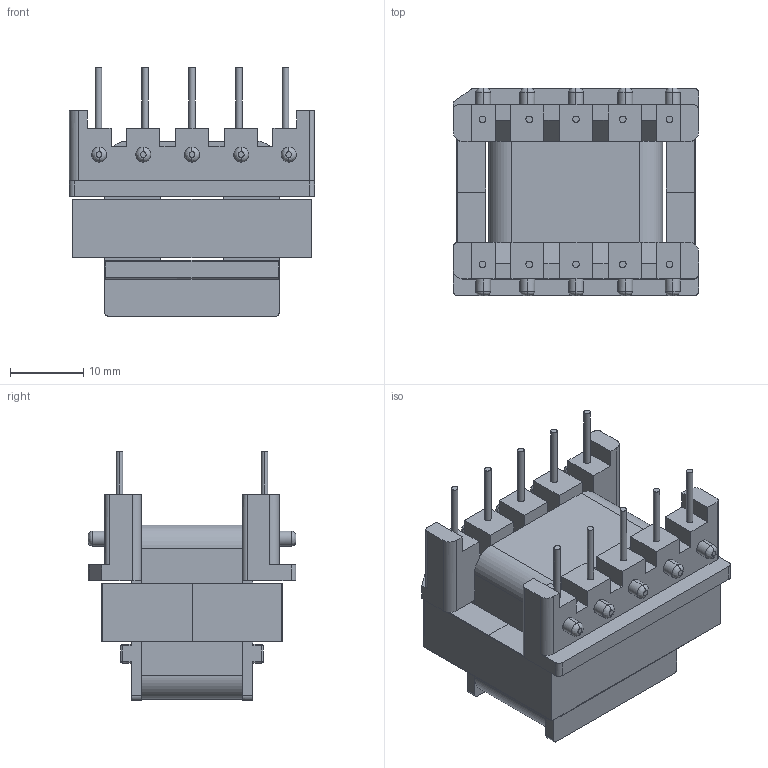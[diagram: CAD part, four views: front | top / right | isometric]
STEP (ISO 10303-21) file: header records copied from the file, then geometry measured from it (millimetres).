
FILE_DESCRIPTION(('FreeCAD Model'),'2;1');
FILE_NAME('Open CASCADE Shape Model','2025-04-29T10:36:31',('FreeCAD'),( 'FreeCAD'),'Open CASCADE STEP processor 7.6','FreeCAD','Unknown');
FILE_SCHEMA(('AUTOMOTIVE_DESIGN { 1 0 10303 214 1 1 1 1 }'));
Length unit declared in the file: millimetre
Products named in the file (1): Open CASCADE STEP translator 7.6 1
Bounding box: 33.53 x 28.41 x 34.04 mm (x, y, z)
Volume: 15355.1 mm3; surface area: 13128.8 mm2
Topology: 5 solids, 5 shells, 694 faces, 1879 edges, 1230 vertices
Faces by surface type: bspline 694
Entity records: 28390 total; most frequent: CARTESIAN_POINT 17093, ORIENTED_EDGE 3742, EDGE_CURVE 1871, B_SPLINE_CURVE_WITH_KNOTS 1663, VERTEX_POINT 1230, FACE_BOUND 745, EDGE_LOOP 745, ADVANCED_FACE 694
